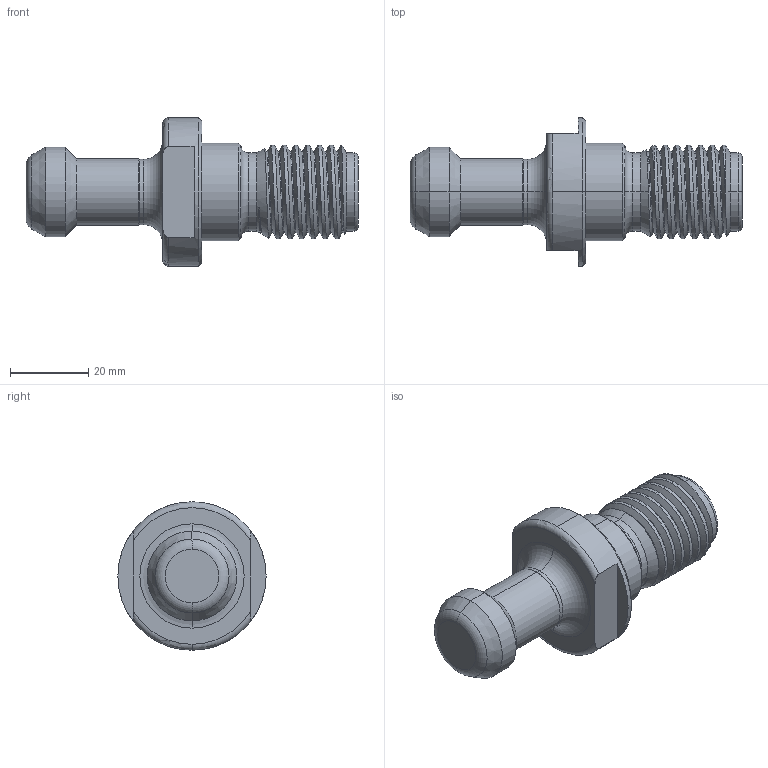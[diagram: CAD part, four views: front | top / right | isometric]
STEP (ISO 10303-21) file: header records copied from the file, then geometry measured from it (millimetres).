
FILE_DESCRIPTION (( 'STEP AP214' ), '1' );
FILE_NAME ('A571嶺隊耀倰.STEP', '2023-07-27T05:42:04', ( '' ), ( '' ), 'SwSTEP 2.0', 'SolidWorks 2020', '' );
FILE_SCHEMA (( 'AUTOMOTIVE_DESIGN' ));
Length unit declared in the file: millimetre
Products named in the file (1): A571嶺隊耀倰
Bounding box: 85.05 x 38 x 38 mm (x, y, z)
Volume: 36431.1 mm3; surface area: 9098.7 mm2
Topology: 1 solids, 1 shells, 65 faces, 153 edges, 92 vertices
Faces by surface type: cylinder 28, cone 15, torus 11, plane 8, bspline 3
Entity records: 4292 total; most frequent: CARTESIAN_POINT 2853, ORIENTED_EDGE 306, DIRECTION 294, EDGE_CURVE 153, AXIS2_PLACEMENT_3D 122, VERTEX_POINT 92, EDGE_LOOP 67, ADVANCED_FACE 65
